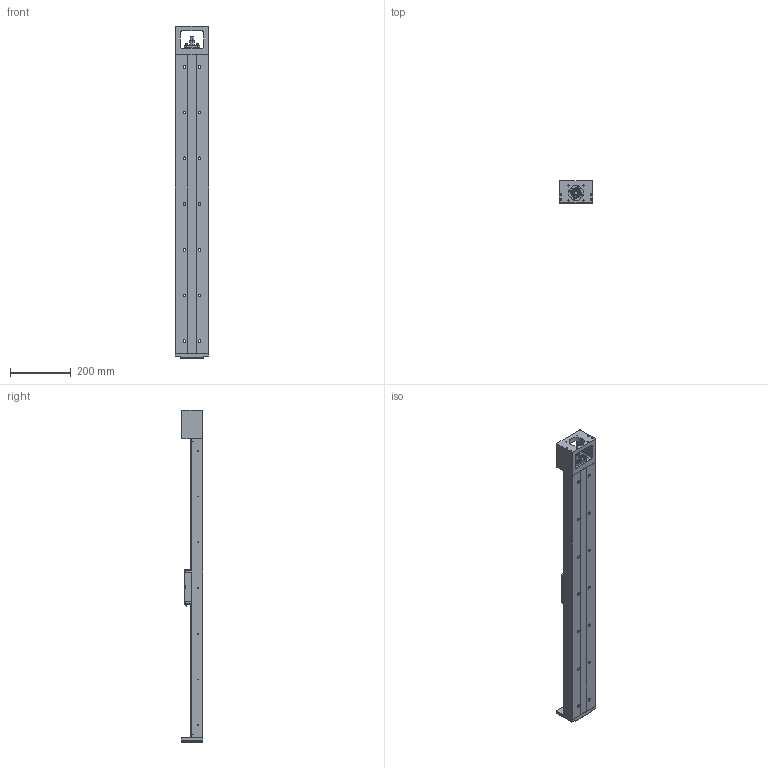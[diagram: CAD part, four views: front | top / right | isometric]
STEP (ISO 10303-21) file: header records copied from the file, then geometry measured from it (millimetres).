
FILE_DESCRIPTION (( 'STEP AP203' ), '1' );
FILE_NAME ('GKA60110-980-12N-P20.STEP', '2018-10-23T01:11:27', ( '' ), ( '' ), 'SwSTEP 2.0', 'SolidWorks 2018', '' );
FILE_SCHEMA (( 'CONFIG_CONTROL_DESIGN' ));
Length unit declared in the file: millimetre
Products named in the file (3): Group2^GKA60110-980-12N-P20(模糊化); GKA60110-980-12N-P20; Group3^GKA60110-980-12N-P20(模糊化)
Assembly tree (2 placements, depth 2):
  GKA60110-980-12N-P20
    Group2^GKA60110-980-12N-P20(模糊化)
    Group3^GKA60110-980-12N-P20(模糊化)
Bounding box: 110 x 72 x 1089 mm (x, y, z)
Volume: 3313304.4 mm3; surface area: 549999.4 mm2
Topology: 3 solids, 9 shells, 1419 faces, 3770 edges, 2387 vertices
Faces by surface type: plane 655, cylinder 456, cone 146, torus 81, bspline 47, sphere 34
Entity records: 45688 total; most frequent: CARTESIAN_POINT 10152, ORIENTED_EDGE 7402, DIRECTION 7397, EDGE_CURVE 3701, AXIS2_PLACEMENT_3D 2649, VERTEX_POINT 2364, LINE 2099, VECTOR 2099
